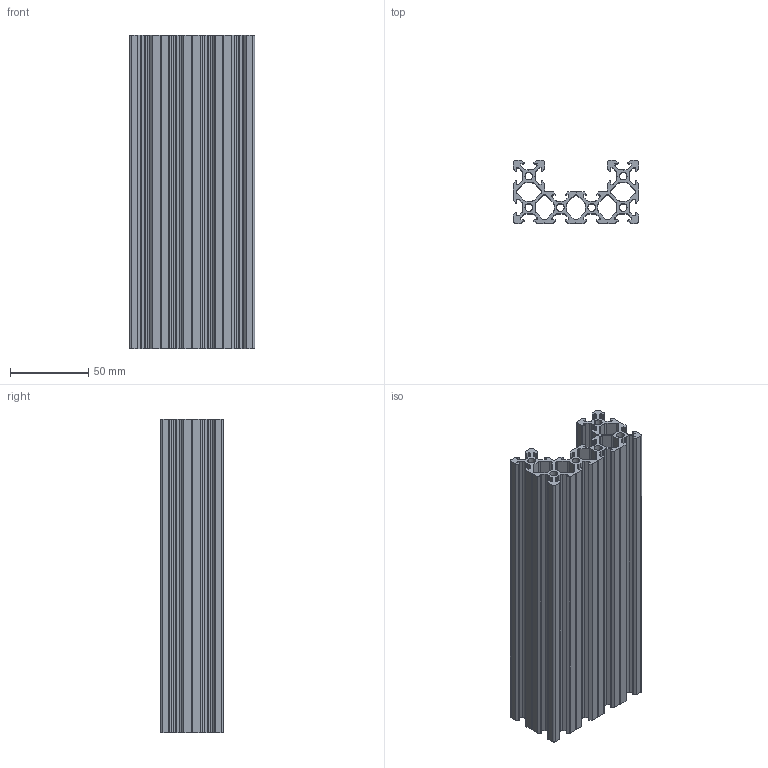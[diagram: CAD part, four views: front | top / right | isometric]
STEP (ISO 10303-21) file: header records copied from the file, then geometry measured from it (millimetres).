
FILE_DESCRIPTION (( 'STEP AP214' ), '1' );
FILE_NAME ('V248.Ï Êîíñòðóêöèîííûé ïðîôèëü V40õ80.STEP', '2019-02-27T12:39:23', ( 'Windows User' ), ( '' ), 'SwSTEP 2.0', 'SolidWorks 2018', '' );
FILE_SCHEMA (( 'AUTOMOTIVE_DESIGN' ));
Length unit declared in the file: millimetre
Products named in the file (1): V248.Ï Êîíñòðóêöèîííûé ïðîôèëü V40õ80
Bounding box: 80 x 40 x 200 mm (x, y, z)
Volume: 178033.7 mm3; surface area: 162150.1 mm2
Topology: 1 solids, 1 shells, 512 faces, 1530 edges, 1020 vertices
Faces by surface type: cylinder 258, plane 254
Entity records: 17448 total; most frequent: DIRECTION 3072, CARTESIAN_POINT 3063, ORIENTED_EDGE 3060, EDGE_CURVE 1530, AXIS2_PLACEMENT_3D 1029, VERTEX_POINT 1020, VECTOR 1014, LINE 1014
